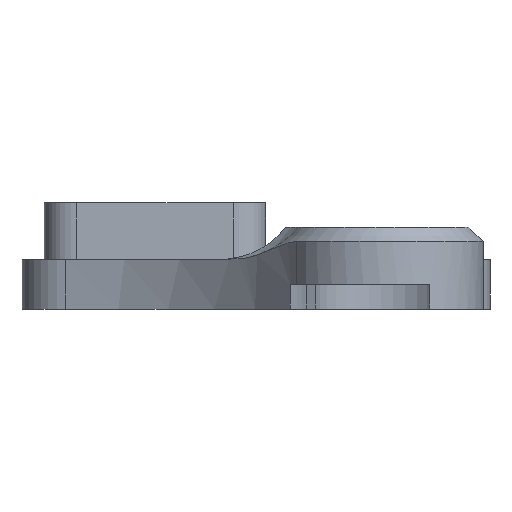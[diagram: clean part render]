
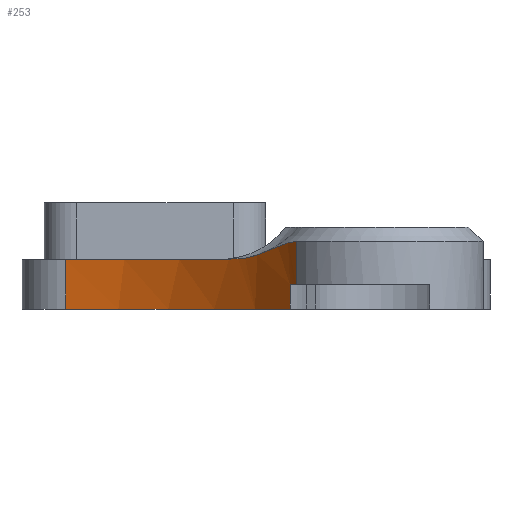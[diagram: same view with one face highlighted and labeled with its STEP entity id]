
A CAD part, front view. The second image highlights one B-rep face of the part: STEP entity #253.
In plain terms, the highlighted cylindrical face has radius 50.8 mm (diameter 101.6 mm), a partial arc.
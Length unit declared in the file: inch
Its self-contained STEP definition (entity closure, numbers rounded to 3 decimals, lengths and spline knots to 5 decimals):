
#42 = CARTESIAN_POINT ( 'NONE',  ( -2.1456, -1.37801, 0.1378 ) ) ;
#69 = DIRECTION ( 'NONE',  ( 0., 0., 1. ) ) ;
#93 = VECTOR ( 'NONE', #69, 39.37008 ) ;
#96 = CARTESIAN_POINT ( 'NONE',  ( -0.65698, -0.04204, 0.31311 ) ) ;
#105 = CARTESIAN_POINT ( 'NONE',  ( -0.85262, 0.14784, 0.274 ) ) ;
#128 = DIRECTION ( 'NONE',  ( 1., 0., 0. ) ) ;
#166 = LINE ( 'NONE', #1500, #1456 ) ;
#190 = CARTESIAN_POINT ( 'NONE',  ( -0.48026, -0.27047, 0.37509 ) ) ;
#231 = CARTESIAN_POINT ( 'NONE',  ( -0.51537, -0.21941, 0.0689 ) ) ;
#252 = CARTESIAN_POINT ( 'NONE',  ( -0.51348, -0.22171, 0.36948 ) ) ;
#253 = ADVANCED_FACE ( 'NONE', ( #987 ), #1470, .F. ) ;
#264 = DIRECTION ( 'NONE',  ( -1., 0., 0. ) ) ;
#268 = EDGE_CURVE ( 'NONE', #1077, #1290, #166, .T. ) ;
#292 = CARTESIAN_POINT ( 'NONE',  ( -0.51537, -0.21941, 0. ) ) ;
#315 = EDGE_CURVE ( 'NONE', #1290, #1168, #1179, .T. ) ;
#322 = CARTESIAN_POINT ( 'NONE',  ( -0.76257, 0.06672, 0.28165 ) ) ;
#361 = CARTESIAN_POINT ( 'NONE',  ( -0.49668, -0.24578, 0.37343 ) ) ;
#419 = EDGE_CURVE ( 'NONE', #1260, #448, #689, .T. ) ;
#429 = ORIENTED_EDGE ( 'NONE', *, *, #652, .F. ) ;
#440 = VECTOR ( 'NONE', #1191, 39.37008 ) ;
#448 = VERTEX_POINT ( 'NONE', #1344 ) ;
#466 = EDGE_CURVE ( 'NONE', #1260, #907, #1250, .T. ) ;
#494 = B_SPLINE_CURVE_WITH_KNOTS ( 'NONE', 3,
 ( #890, #1139, #518, #664 ),
 .UNSPECIFIED., .F., .F.,
 ( 4, 4 ),
 ( 0.01439, 0.01683 ),
 .UNSPECIFIED. ) ;
#518 = CARTESIAN_POINT ( 'NONE',  ( -0.71752, 0.02254, 0.29207 ) ) ;
#529 = CARTESIAN_POINT ( 'NONE',  ( -0.82167, 0.12161, 0.27534 ) ) ;
#542 = CARTESIAN_POINT ( 'NONE',  ( -2.1456, -1.37801, 0.274 ) ) ;
#553 = ORIENTED_EDGE ( 'NONE', *, *, #315, .F. ) ;
#561 = AXIS2_PLACEMENT_3D ( 'NONE', #542, #1053, #1424 ) ;
#593 = CARTESIAN_POINT ( 'NONE',  ( -0.61944, -0.08508, 0.32854 ) ) ;
#607 = VERTEX_POINT ( 'NONE', #1388 ) ;
#620 = CARTESIAN_POINT ( 'NONE',  ( -0.51537, -0.21941, 0.1378 ) ) ;
#636 = DIRECTION ( 'NONE',  ( 0., 0., 1. ) ) ;
#652 = EDGE_CURVE ( 'NONE', #448, #1568, #951, .T. ) ;
#653 = ORIENTED_EDGE ( 'NONE', *, *, #419, .F. ) ;
#664 = CARTESIAN_POINT ( 'NONE',  ( -0.69608, 0., 0.29914 ) ) ;
#689 = LINE ( 'NONE', #1427, #93 ) ;
#690 = ORIENTED_EDGE ( 'NONE', *, *, #988, .T. ) ;
#717 = CARTESIAN_POINT ( 'NONE',  ( -0.67624, -0.02088, 0.30568 ) ) ;
#725 = B_SPLINE_CURVE_WITH_KNOTS ( 'NONE', 3,
 ( #1323, #717, #96, #593, #1085, #1570, #1459, #252, #361, #851 ),
 .UNSPECIFIED., .F., .F.,
 ( 4, 2, 2, 2, 4 ),
 ( 0.01683, 0.01909, 0.02135, 0.02361, 0.02587 ),
 .UNSPECIFIED. ) ;
#733 = ORIENTED_EDGE ( 'NONE', *, *, #466, .T. ) ;
#766 = ORIENTED_EDGE ( 'NONE', *, *, #1454, .F. ) ;
#814 = ORIENTED_EDGE ( 'NONE', *, *, #268, .F. ) ;
#832 = VERTEX_POINT ( 'NONE', #934 ) ;
#835 = LINE ( 'NONE', #231, #1413 ) ;
#851 = CARTESIAN_POINT ( 'NONE',  ( -0.48026, -0.27047, 0.37509 ) ) ;
#855 = CARTESIAN_POINT ( 'NONE',  ( -2.1456, -1.37801, 0. ) ) ;
#890 = CARTESIAN_POINT ( 'NONE',  ( -0.76257, 0.06672, 0.28165 ) ) ;
#907 = VERTEX_POINT ( 'NONE', #292 ) ;
#911 = EDGE_CURVE ( 'NONE', #1322, #832, #494, .T. ) ;
#912 = B_SPLINE_CURVE_WITH_KNOTS ( 'NONE', 3,
 ( #1130, #1119, #529, #1263 ),
 .UNSPECIFIED., .F., .F.,
 ( 4, 4 ),
 ( 0.00927, 0.01234 ),
 .UNSPECIFIED. ) ;
#934 = CARTESIAN_POINT ( 'NONE',  ( -0.69608, 0., 0.29914 ) ) ;
#944 = DIRECTION ( 'NONE',  ( 0., 0., -1. ) ) ;
#951 = CIRCLE ( 'NONE', #561, 2. ) ;
#976 = AXIS2_PLACEMENT_3D ( 'NONE', #42, #636, #264 ) ;
#987 = FACE_OUTER_BOUND ( 'NONE', #1022, .T. ) ;
#988 = EDGE_CURVE ( 'NONE', #1322, #607, #912, .T. ) ;
#1022 = EDGE_LOOP ( 'NONE', ( #1485, #690, #1596, #429, #653, #733, #1588, #553, #814, #766 ) ) ;
#1053 = DIRECTION ( 'NONE',  ( 0., 0., -1. ) ) ;
#1077 = VERTEX_POINT ( 'NONE', #190 ) ;
#1085 = CARTESIAN_POINT ( 'NONE',  ( -0.60117, -0.10696, 0.33653 ) ) ;
#1087 = DIRECTION ( 'NONE',  ( 0., 0., -1. ) ) ;
#1100 = CARTESIAN_POINT ( 'NONE',  ( -2.1456, -1.37801, 0. ) ) ;
#1119 = CARTESIAN_POINT ( 'NONE',  ( -0.79166, 0.09456, 0.27609 ) ) ;
#1130 = CARTESIAN_POINT ( 'NONE',  ( -0.76257, 0.06672, 0.28165 ) ) ;
#1139 = CARTESIAN_POINT ( 'NONE',  ( -0.73963, 0.04476, 0.28604 ) ) ;
#1168 = VERTEX_POINT ( 'NONE', #620 ) ;
#1179 = CIRCLE ( 'NONE', #976, 2. ) ;
#1191 = DIRECTION ( 'NONE',  ( 0., 0., 1. ) ) ;
#1222 = AXIS2_PLACEMENT_3D ( 'NONE', #1100, #1087, #1572 ) ;
#1250 = CIRCLE ( 'NONE', #1222, 2. ) ;
#1260 = VERTEX_POINT ( 'NONE', #1397 ) ;
#1263 = CARTESIAN_POINT ( 'NONE',  ( -0.85262, 0.14784, 0.27945 ) ) ;
#1279 = AXIS2_PLACEMENT_3D ( 'NONE', #855, #1346, #128 ) ;
#1290 = VERTEX_POINT ( 'NONE', #1517 ) ;
#1322 = VERTEX_POINT ( 'NONE', #322 ) ;
#1323 = CARTESIAN_POINT ( 'NONE',  ( -0.69608, 0., 0.29914 ) ) ;
#1335 = EDGE_CURVE ( 'NONE', #1168, #907, #835, .T. ) ;
#1344 = CARTESIAN_POINT ( 'NONE',  ( -1.75297, 0.58307, 0.274 ) ) ;
#1346 = DIRECTION ( 'NONE',  ( 0., 0., 1. ) ) ;
#1358 = EDGE_CURVE ( 'NONE', #1568, #607, #1543, .T. ) ;
#1365 = DIRECTION ( 'NONE',  ( 0., 0., -1. ) ) ;
#1388 = CARTESIAN_POINT ( 'NONE',  ( -0.85262, 0.14784, 0.27945 ) ) ;
#1397 = CARTESIAN_POINT ( 'NONE',  ( -1.75297, 0.58307, 0. ) ) ;
#1413 = VECTOR ( 'NONE', #944, 39.37008 ) ;
#1424 = DIRECTION ( 'NONE',  ( 1., 0., 0. ) ) ;
#1427 = CARTESIAN_POINT ( 'NONE',  ( -1.75297, 0.58307, 0. ) ) ;
#1445 = CARTESIAN_POINT ( 'NONE',  ( -0.85262, 0.14784, -2.16158 ) ) ;
#1454 = EDGE_CURVE ( 'NONE', #832, #1077, #725, .T. ) ;
#1456 = VECTOR ( 'NONE', #1365, 39.37008 ) ;
#1459 = CARTESIAN_POINT ( 'NONE',  ( -0.54787, -0.17463, 0.35849 ) ) ;
#1470 = CYLINDRICAL_SURFACE ( 'NONE', #1279, 2. ) ;
#1485 = ORIENTED_EDGE ( 'NONE', *, *, #911, .F. ) ;
#1500 = CARTESIAN_POINT ( 'NONE',  ( -0.48026, -0.27047, 0.137 ) ) ;
#1517 = CARTESIAN_POINT ( 'NONE',  ( -0.48026, -0.27047, 0.1378 ) ) ;
#1543 = LINE ( 'NONE', #1445, #440 ) ;
#1568 = VERTEX_POINT ( 'NONE', #105 ) ;
#1570 = CARTESIAN_POINT ( 'NONE',  ( -0.56539, -0.15173, 0.35151 ) ) ;
#1572 = DIRECTION ( 'NONE',  ( 1., 0., 0. ) ) ;
#1588 = ORIENTED_EDGE ( 'NONE', *, *, #1335, .F. ) ;
#1596 = ORIENTED_EDGE ( 'NONE', *, *, #1358, .F. ) ;
